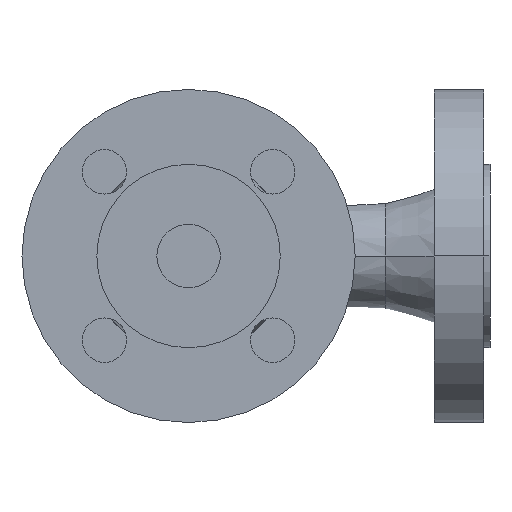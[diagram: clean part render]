
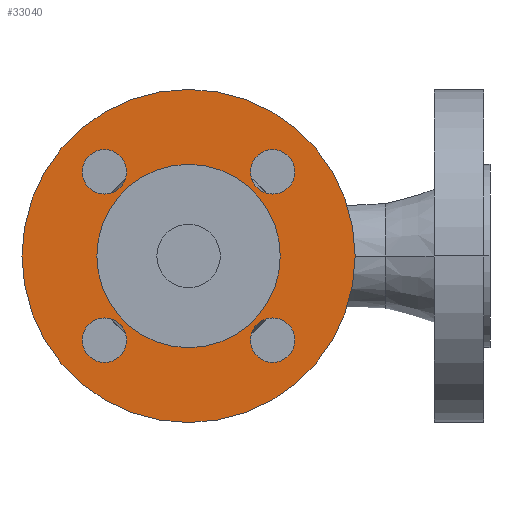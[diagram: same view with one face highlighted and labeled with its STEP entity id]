
A CAD part, front view. The second image highlights one B-rep face of the part: STEP entity #33040.
In plain terms, the highlighted planar face has unit normal (0, -1, 0).
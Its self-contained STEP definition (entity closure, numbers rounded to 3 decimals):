
#3900=CARTESIAN_POINT('',(-28.9,2.,0.))
;
#3910=VERTEX_POINT('',#3900);
#3940=CARTESIAN_POINT('',(0.,2.,0.));
#3950=DIRECTION('',(0.,-1.,-0.));
#3960=DIRECTION('',(-1.,0.,0.));
#3970=AXIS2_PLACEMENT_3D('',#3940,#3950,#3960);
#3980=CIRCLE('',#3970,28.9);
#3990=CARTESIAN_POINT('',(28.9,2.,0.));
#4000=VERTEX_POINT('',#3990);
#4010=EDGE_CURVE('',#4000,#3910,#3980,.T.);
#4300=CARTESIAN_POINT('',(52.5,2.,0.));
#4310=VERTEX_POINT('',#4300);
#4490=CARTESIAN_POINT('',(-52.5,2.,0.))
;
#4500=VERTEX_POINT('',#4490);
#4530=CARTESIAN_POINT('',(0.,2.,0.));
#4540=DIRECTION('',(0.,-1.,-0.));
#4550=DIRECTION('',(-1.,0.,0.));
#4560=AXIS2_PLACEMENT_3D('',#4530,#4540,#4550);
#4570=CIRCLE('',#4560,52.5);
#4580=EDGE_CURVE('',#4500,#4310,#4570,.T.);
#14960=CARTESIAN_POINT('',(19.517,2.,
-26.517));
#14970=VERTEX_POINT('',#14960);
#15130=CARTESIAN_POINT('',(33.517,2.,
-26.517));
#15140=VERTEX_POINT('',#15130);
#15170=CARTESIAN_POINT('',(26.517,2.,
-26.517));
#15180=DIRECTION('',(0.,1.,0.));
#15190=DIRECTION('',(1.,0.,0.));
#15200=AXIS2_PLACEMENT_3D('',#15170,#15180,#15190);
#15210=CIRCLE('',#15200,7.);
#15220=EDGE_CURVE('',#15140,#14970,#15210,.T.);
#15380=CARTESIAN_POINT('',(19.517,2.,
26.517));
#15390=VERTEX_POINT('',#15380);
#15550=CARTESIAN_POINT('',(33.517,2.,
26.517));
#15560=VERTEX_POINT('',#15550);
#15590=CARTESIAN_POINT('',(26.517,2.,
26.517));
#15600=DIRECTION('',(0.,1.,0.));
#15610=DIRECTION('',(1.,0.,0.));
#15620=AXIS2_PLACEMENT_3D('',#15590,#15600,#15610);
#15630=CIRCLE('',#15620,7.);
#15640=EDGE_CURVE('',#15560,#15390,#15630,.T.);
#15800=CARTESIAN_POINT('',(-33.517,2.,
26.517));
#15810=VERTEX_POINT('',#15800);
#15970=CARTESIAN_POINT('',(-19.517,2.,
26.517));
#15980=VERTEX_POINT('',#15970);
#16010=CARTESIAN_POINT('',(-26.517,2.,
26.517));
#16020=DIRECTION('',(0.,1.,0.));
#16030=DIRECTION('',(1.,0.,0.));
#16040=AXIS2_PLACEMENT_3D('',#16010,#16020,#16030);
#16050=CIRCLE('',#16040,7.);
#16060=EDGE_CURVE('',#15980,#15810,#16050,.T.);
#16220=CARTESIAN_POINT('',(-33.517,2.,
-26.517));
#16230=VERTEX_POINT('',#16220);
#16390=CARTESIAN_POINT('',(-19.517,2.,
-26.517));
#16400=VERTEX_POINT('',#16390);
#16430=CARTESIAN_POINT('',(-26.517,2.,
-26.517));
#16440=DIRECTION('',(0.,1.,0.));
#16450=DIRECTION('',(1.,0.,0.));
#16460=AXIS2_PLACEMENT_3D('',#16430,#16440,#16450);
#16470=CIRCLE('',#16460,7.);
#16480=EDGE_CURVE('',#16400,#16230,#16470,.T.);
#32690=CARTESIAN_POINT('',(-40.7,2.,0.)
);
#32700=DIRECTION('',(0.,-1.,0.));
#32710=DIRECTION('',(-1.,0.,0.));
#32720=AXIS2_PLACEMENT_3D('',#32690,#32700,#32710);
#32730=PLANE('',#32720);
#32740=EDGE_CURVE('',#16230,#16400,#16470,.T.);
#32750=ORIENTED_EDGE('',*,*,#32740,.T.);
#32760=ORIENTED_EDGE('',*,*,#16480,.T.);
#32770=EDGE_LOOP('',(#32760,#32750));
#32780=FACE_BOUND('',#32770,.T.);
#32790=EDGE_CURVE('',#15810,#15980,#16050,.T.);
#32800=ORIENTED_EDGE('',*,*,#32790,.T.);
#32810=ORIENTED_EDGE('',*,*,#16060,.T.);
#32820=EDGE_LOOP('',(#32810,#32800));
#32830=FACE_BOUND('',#32820,.T.);
#32840=EDGE_CURVE('',#15390,#15560,#15630,.T.);
#32850=ORIENTED_EDGE('',*,*,#32840,.T.);
#32860=ORIENTED_EDGE('',*,*,#15640,.T.);
#32870=EDGE_LOOP('',(#32860,#32850));
#32880=FACE_BOUND('',#32870,.T.);
#32890=EDGE_CURVE('',#14970,#15140,#15210,.T.);
#32900=ORIENTED_EDGE('',*,*,#32890,.T.);
#32910=ORIENTED_EDGE('',*,*,#15220,.T.);
#32920=EDGE_LOOP('',(#32910,#32900));
#32930=FACE_BOUND('',#32920,.T.);
#32940=ORIENTED_EDGE('',*,*,#4010,.F.);
#32950=EDGE_CURVE('',#3910,#4000,#3980,.T.);
#32960=ORIENTED_EDGE('',*,*,#32950,.F.);
#32970=EDGE_LOOP('',(#32960,#32940));
#32980=FACE_BOUND('',#32970,.T.);
#32990=EDGE_CURVE('',#4310,#4500,#4570,.T.);
#33000=ORIENTED_EDGE('',*,*,#32990,.T.);
#33010=ORIENTED_EDGE('',*,*,#4580,.T.);
#33020=EDGE_LOOP('',(#33010,#33000));
#33030=FACE_OUTER_BOUND('',#33020,.T.);
#33040=ADVANCED_FACE('',(#32780,#32830,#32880,#32930,#32980,#33030),
#32730,.T.);
